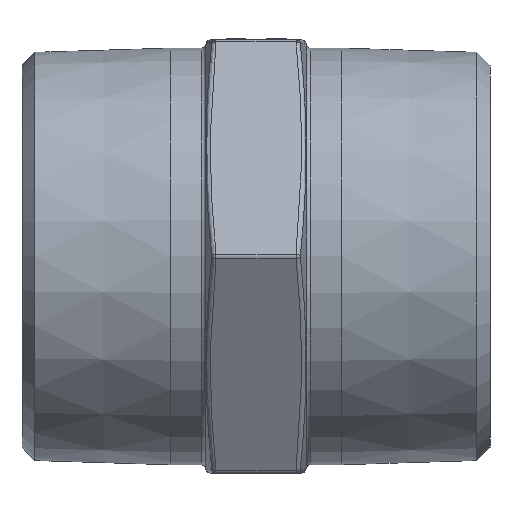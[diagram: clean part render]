
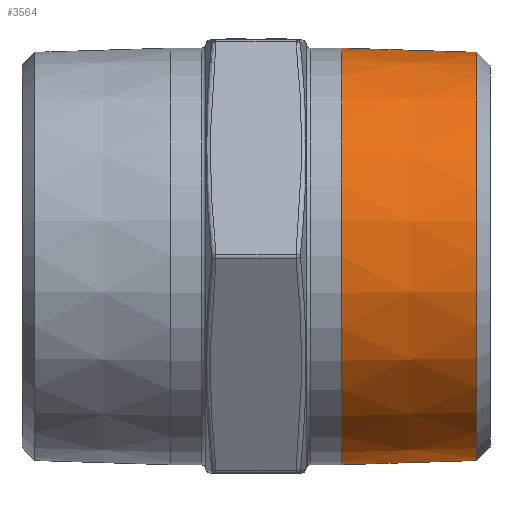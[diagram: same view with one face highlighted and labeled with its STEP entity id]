
A CAD part, front view. The second image highlights one B-rep face of the part: STEP entity #3564.
In plain terms, the highlighted conical face has half-angle 1.79 degrees and reference radius 23.503 mm.
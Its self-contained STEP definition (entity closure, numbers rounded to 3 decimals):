
#1825 = DIRECTION ( 'NONE',  ( 0., 0., 1. ) ) ;
#1827 = DIRECTION ( 'NONE',  ( -1., 0., 0. ) ) ;
#1828 = CARTESIAN_POINT ( 'NONE',  ( 27., 0., 0. ) ) ;
#2740 = VERTEX_POINT ( 'NONE', #6018 ) ;
#2742 = VERTEX_POINT ( 'NONE', #6019 ) ;
#3564 = ADVANCED_FACE ( 'NONE', ( #7321, #7314 ), #7263, .T. ) ;
#4547 = EDGE_CURVE ( 'NONE', #2740, #2740, #6050, .T. ) ;
#4620 = EDGE_CURVE ( 'NONE', #2742, #2742, #5917, .T. ) ;
#5917 = CIRCLE ( 'NONE', #7208, 24.038 ) ;
#6018 = CARTESIAN_POINT ( 'NONE',  ( 25.472, 0., -23.551 ) ) ;
#6019 = CARTESIAN_POINT ( 'NONE',  ( 9.875, 0., 24.038 ) ) ;
#6050 = CIRCLE ( 'NONE', #6614, 23.551 ) ;
#6608 = AXIS2_PLACEMENT_3D ( 'NONE', #1828, #1827, #1825 ) ;
#6614 = AXIS2_PLACEMENT_3D ( 'NONE', #9711, #9714, #9713 ) ;
#7208 = AXIS2_PLACEMENT_3D ( 'NONE', #8323, #8322, #8319 ) ;
#7263 = CONICAL_SURFACE ( 'NONE', #6608, 23.503, 0.031 ) ;
#7314 = FACE_OUTER_BOUND ( 'NONE', #11429, .T. ) ;
#7321 = FACE_BOUND ( 'NONE', #11327, .T. ) ;
#8319 = DIRECTION ( 'NONE',  ( 0., 0., 1. ) ) ;
#8322 = DIRECTION ( 'NONE',  ( -1., 0., 0. ) ) ;
#8323 = CARTESIAN_POINT ( 'NONE',  ( 9.875, 0., 0. ) ) ;
#8401 = ORIENTED_EDGE ( 'NONE', *, *, #4547, .T. ) ;
#8475 = ORIENTED_EDGE ( 'NONE', *, *, #4620, .F. ) ;
#9711 = CARTESIAN_POINT ( 'NONE',  ( 25.472, 0., 0. ) ) ;
#9713 = DIRECTION ( 'NONE',  ( 0., 0., -1. ) ) ;
#9714 = DIRECTION ( 'NONE',  ( -1., 0., 0. ) ) ;
#11327 = EDGE_LOOP ( 'NONE', ( #8401 ) ) ;
#11429 = EDGE_LOOP ( 'NONE', ( #8475 ) ) ;
